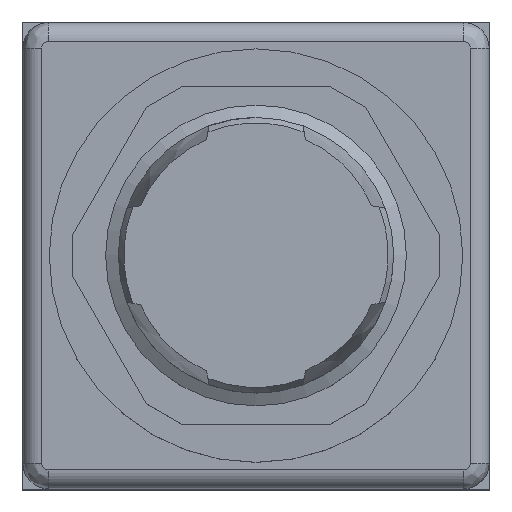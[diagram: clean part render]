
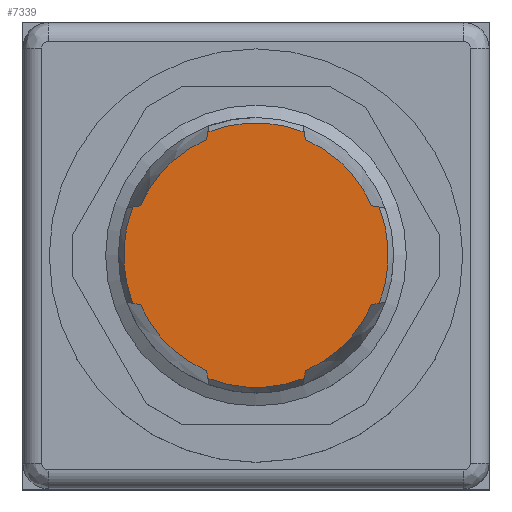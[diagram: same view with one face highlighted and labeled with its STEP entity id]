
A CAD part, top view. The second image highlights one B-rep face of the part: STEP entity #7339.
In plain terms, the highlighted planar face has unit normal (0, 0, 1).
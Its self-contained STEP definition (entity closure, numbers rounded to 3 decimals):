
#821=CIRCLE('',#7722,6.687);
#822=CIRCLE('',#7724,7.036);
#823=CIRCLE('',#7726,7.036);
#824=CIRCLE('',#7728,7.036);
#825=CIRCLE('',#7730,7.036);
#826=CIRCLE('',#7736,6.687);
#827=CIRCLE('',#7739,6.687);
#828=CIRCLE('',#7742,6.687);
#1279=FACE_OUTER_BOUND('',#1718,.T.);
#1718=EDGE_LOOP('',(#5830,#5831,#5832,#5833,#5834,#5835,#5836,#5837,#5838,
#5839,#5840,#5841,#5842,#5843,#5844,#5845));
#2222=LINE('',#10433,#2668);
#2223=LINE('',#10440,#2669);
#2224=LINE('',#10483,#2670);
#2225=LINE('',#10489,#2671);
#2226=LINE('',#10495,#2672);
#2227=LINE('',#10501,#2673);
#2228=LINE('',#10509,#2674);
#2229=LINE('',#10517,#2675);
#2668=VECTOR('',#8644,10.);
#2669=VECTOR('',#8647,10.);
#2670=VECTOR('',#8670,10.);
#2671=VECTOR('',#8673,10.);
#2672=VECTOR('',#8676,10.);
#2673=VECTOR('',#8679,10.);
#2674=VECTOR('',#8686,10.);
#2675=VECTOR('',#8693,10.);
#3130=VERTEX_POINT('',#10425);
#3131=VERTEX_POINT('',#10429);
#3132=VERTEX_POINT('',#10435);
#3133=VERTEX_POINT('',#10439);
#3134=VERTEX_POINT('',#10447);
#3135=VERTEX_POINT('',#10453);
#3136=VERTEX_POINT('',#10457);
#3137=VERTEX_POINT('',#10463);
#3138=VERTEX_POINT('',#10467);
#3139=VERTEX_POINT('',#10473);
#3140=VERTEX_POINT('',#10479);
#3141=VERTEX_POINT('',#10485);
#3142=VERTEX_POINT('',#10491);
#3143=VERTEX_POINT('',#10497);
#3144=VERTEX_POINT('',#10505);
#3145=VERTEX_POINT('',#10513);
#3897=EDGE_CURVE('',#3130,#3131,#2222,.T.);
#3899=EDGE_CURVE('',#3133,#3132,#2223,.T.);
#3901=EDGE_CURVE('',#3132,#3130,#821,.T.);
#3903=EDGE_CURVE('',#3134,#3133,#822,.T.);
#3905=EDGE_CURVE('',#3136,#3135,#823,.T.);
#3908=EDGE_CURVE('',#3138,#3137,#824,.T.);
#3911=EDGE_CURVE('',#3131,#3139,#825,.T.);
#3913=EDGE_CURVE('',#3140,#3138,#2224,.T.);
#3915=EDGE_CURVE('',#3141,#3136,#2225,.T.);
#3917=EDGE_CURVE('',#3142,#3134,#2226,.T.);
#3919=EDGE_CURVE('',#3139,#3143,#2227,.T.);
#3920=EDGE_CURVE('',#3143,#3140,#826,.T.);
#3922=EDGE_CURVE('',#3137,#3144,#2228,.T.);
#3923=EDGE_CURVE('',#3144,#3141,#827,.T.);
#3925=EDGE_CURVE('',#3135,#3145,#2229,.T.);
#3926=EDGE_CURVE('',#3145,#3142,#828,.T.);
#5830=ORIENTED_EDGE('',*,*,#3926,.T.);
#5831=ORIENTED_EDGE('',*,*,#3917,.T.);
#5832=ORIENTED_EDGE('',*,*,#3903,.T.);
#5833=ORIENTED_EDGE('',*,*,#3899,.T.);
#5834=ORIENTED_EDGE('',*,*,#3901,.T.);
#5835=ORIENTED_EDGE('',*,*,#3897,.T.);
#5836=ORIENTED_EDGE('',*,*,#3911,.T.);
#5837=ORIENTED_EDGE('',*,*,#3919,.T.);
#5838=ORIENTED_EDGE('',*,*,#3920,.T.);
#5839=ORIENTED_EDGE('',*,*,#3913,.T.);
#5840=ORIENTED_EDGE('',*,*,#3908,.T.);
#5841=ORIENTED_EDGE('',*,*,#3922,.T.);
#5842=ORIENTED_EDGE('',*,*,#3923,.T.);
#5843=ORIENTED_EDGE('',*,*,#3915,.T.);
#5844=ORIENTED_EDGE('',*,*,#3905,.T.);
#5845=ORIENTED_EDGE('',*,*,#3925,.T.);
#7041=PLANE('',#7943);
#7339=ADVANCED_FACE('',(#1279),#7041,.T.);
#7722=AXIS2_PLACEMENT_3D('',#10445,#8650,#8651);
#7724=AXIS2_PLACEMENT_3D('',#10451,#8654,#8655);
#7726=AXIS2_PLACEMENT_3D('',#10458,#8658,#8659);
#7728=AXIS2_PLACEMENT_3D('',#10468,#8662,#8663);
#7730=AXIS2_PLACEMENT_3D('',#10477,#8666,#8667);
#7736=AXIS2_PLACEMENT_3D('',#10503,#8682,#8683);
#7739=AXIS2_PLACEMENT_3D('',#10511,#8689,#8690);
#7742=AXIS2_PLACEMENT_3D('',#10519,#8696,#8697);
#7943=AXIS2_PLACEMENT_3D('',#11853,#9249,#9250);
#8644=DIRECTION('',(0.174,-0.985,0.));
#8647=DIRECTION('',(0.985,-0.174,0.));
#8650=DIRECTION('center_axis',(0.,0.,
1.));
#8651=DIRECTION('ref_axis',(-0.919,-0.393,0.));
#8654=DIRECTION('center_axis',(0.,0.,
1.));
#8655=DIRECTION('ref_axis',(0.,1.,0.));
#8658=DIRECTION('center_axis',(0.,0.,
1.));
#8659=DIRECTION('ref_axis',(0.,1.,0.));
#8662=DIRECTION('center_axis',(0.,0.,
1.));
#8663=DIRECTION('ref_axis',(0.,1.,0.));
#8666=DIRECTION('center_axis',(0.,0.,
1.));
#8667=DIRECTION('ref_axis',(0.,1.,0.));
#8670=DIRECTION('',(0.985,0.174,0.));
#8673=DIRECTION('',(-0.174,0.985,0.));
#8676=DIRECTION('',(-0.985,-0.174,0.));
#8679=DIRECTION('',(0.174,0.985,0.));
#8682=DIRECTION('center_axis',(0.,0.,
1.));
#8683=DIRECTION('ref_axis',(0.393,-0.919,0.));
#8686=DIRECTION('',(-0.985,0.174,0.));
#8689=DIRECTION('center_axis',(0.,0.,
1.));
#8690=DIRECTION('ref_axis',(0.919,0.393,0.));
#8693=DIRECTION('',(-0.174,-0.985,0.));
#8696=DIRECTION('center_axis',(0.,0.,
1.));
#8697=DIRECTION('ref_axis',(-0.393,0.919,0.));
#9249=DIRECTION('center_axis',(0.,0.,
1.));
#9250=DIRECTION('ref_axis',(1.,0.,0.));
#10425=CARTESIAN_POINT('',(-2.631,-6.148,23.65));
#10429=CARTESIAN_POINT('',(-2.559,-6.554,23.65));
#10433=CARTESIAN_POINT('',(-3.353,-2.054,23.65));
#10435=CARTESIAN_POINT('',(-6.148,-2.631,23.65));
#10439=CARTESIAN_POINT('',(-6.554,-2.559,23.65));
#10440=CARTESIAN_POINT('',(-3.693,-3.064,23.65));
#10445=CARTESIAN_POINT('Origin',(0.,0.,
23.65));
#10447=CARTESIAN_POINT('',(-6.554,2.559,23.65));
#10451=CARTESIAN_POINT('Origin',(0.,0.,
23.65));
#10453=CARTESIAN_POINT('',(-2.559,6.554,23.65));
#10457=CARTESIAN_POINT('',(2.559,6.554,23.65));
#10458=CARTESIAN_POINT('Origin',(0.,0.,
23.65));
#10463=CARTESIAN_POINT('',(6.554,2.559,23.65));
#10467=CARTESIAN_POINT('',(6.554,-2.559,23.65));
#10468=CARTESIAN_POINT('Origin',(0.,0.,
23.65));
#10473=CARTESIAN_POINT('',(2.559,-6.554,23.65));
#10477=CARTESIAN_POINT('Origin',(0.,0.,
23.65));
#10479=CARTESIAN_POINT('',(6.148,-2.631,23.65));
#10483=CARTESIAN_POINT('',(4.061,-2.999,23.65));
#10485=CARTESIAN_POINT('',(2.631,6.148,23.65));
#10489=CARTESIAN_POINT('',(2.751,5.466,23.65));
#10491=CARTESIAN_POINT('',(-6.148,2.631,23.65));
#10495=CARTESIAN_POINT('',(-3.459,3.105,23.65));
#10497=CARTESIAN_POINT('',(2.631,-6.148,23.65));
#10501=CARTESIAN_POINT('',(3.418,-1.686,23.65));
#10503=CARTESIAN_POINT('Origin',(0.,0.,
23.65));
#10505=CARTESIAN_POINT('',(6.148,2.631,23.65));
#10509=CARTESIAN_POINT('',(3.091,3.17,23.65));
#10511=CARTESIAN_POINT('Origin',(0.,0.,
23.65));
#10513=CARTESIAN_POINT('',(-2.631,6.148,23.65));
#10517=CARTESIAN_POINT('',(-2.816,5.098,23.65));
#10519=CARTESIAN_POINT('Origin',(0.,0.,
23.65));
#11853=CARTESIAN_POINT('Origin',(0.,3.518,
23.65));
